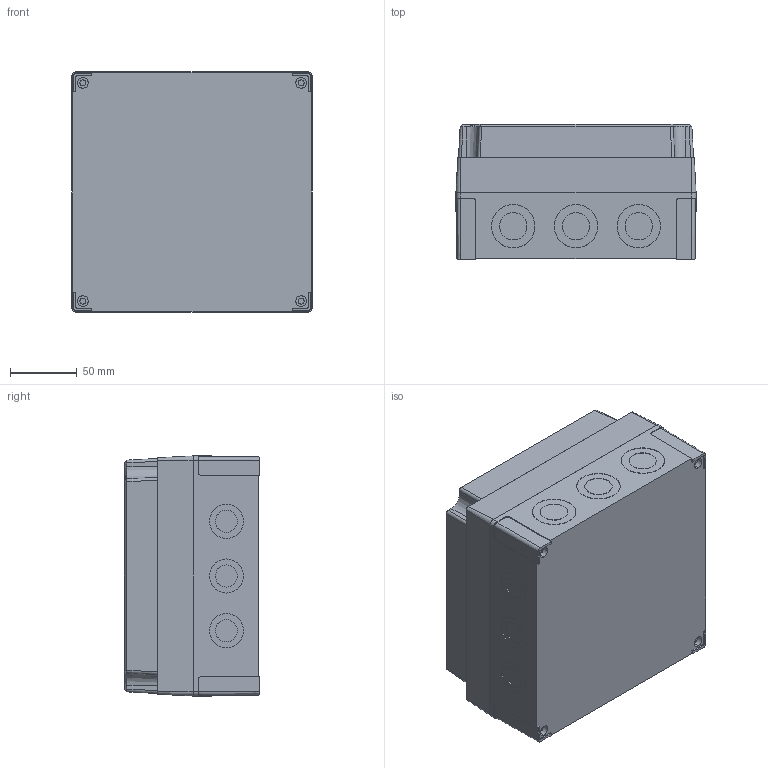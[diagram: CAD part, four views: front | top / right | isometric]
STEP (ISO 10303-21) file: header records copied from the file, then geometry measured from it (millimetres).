
FILE_DESCRIPTION (( 'STEP AP214' ), '1' );
FILE_NAME ('6016321_FIBOX_MNX_PCM_175_100_G.STEP', '2023-02-16T13:31:06', ( '' ), ( '' ), 'SwSTEP 2.0', 'SolidWorks 2021', '' );
FILE_SCHEMA (( 'AUTOMOTIVE_DESIGN' ));
Length unit declared in the file: millimetre
Products named in the file (4): FIBOX_MNXSS14551H; FIBOX_MNXPCM175B; FIBOX_MNX17550C; 6016321_FIBOX_MNX_PCM_175_100_G
Assembly tree (6 placements, depth 2):
  6016321_FIBOX_MNX_PCM_175_100_G
    FIBOX_MNXPCM175B
    FIBOX_MNX17550C
    FIBOX_MNXSS14551H  x4
Bounding box: 180.1 x 101.6 x 180.1 mm (x, y, z)
Volume: 412473.1 mm3; surface area: 277863.1 mm2
Topology: 6 solids, 6 shells, 629 faces, 1525 edges, 1008 vertices
Faces by surface type: plane 351, cylinder 232, cone 44, bspline 2
Entity records: 18831 total; most frequent: CARTESIAN_POINT 5555, DIRECTION 2821, ORIENTED_EDGE 2642, EDGE_CURVE 1321, AXIS2_PLACEMENT_3D 1044, VERTEX_POINT 876, VECTOR 733, LINE 733
